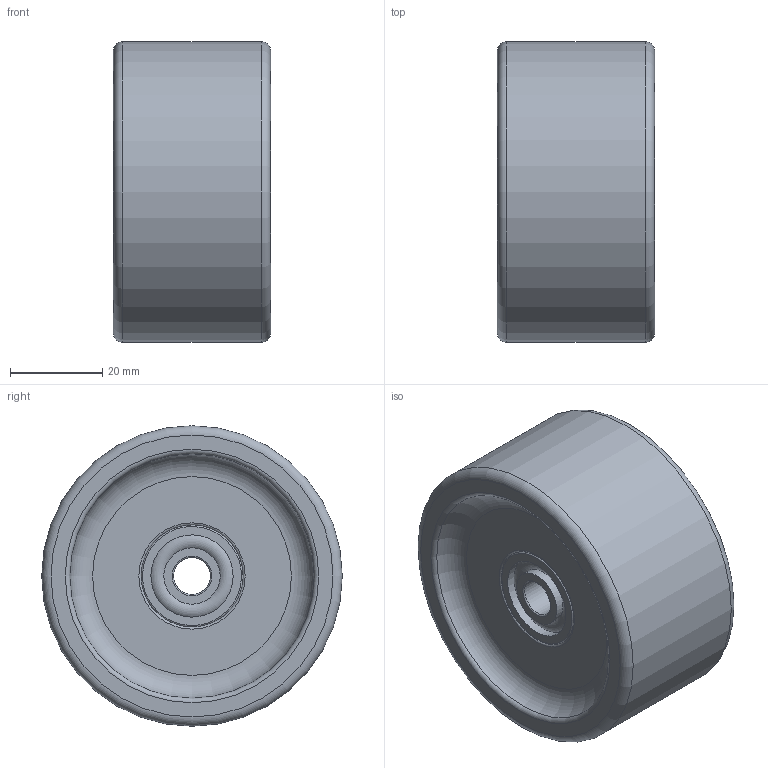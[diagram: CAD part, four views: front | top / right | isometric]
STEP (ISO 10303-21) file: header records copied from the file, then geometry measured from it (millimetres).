
FILE_DESCRIPTION(/* description */ (''),/* implementation_level */ '2;1');
FILE_NAME(/* name */ 'Traktor support_wheel.step',/* time_stamp */ '2023-01-15T23:12:15-03:00',/* author */ (''),/* organization */ (''),/* preprocessor_version */ 'ST-DEVELOPER v19.2',/* originating_system */ 'Autodesk Translation Framework v11.17.0.187',/* authorisation */ '');
FILE_SCHEMA (('AUTOMOTIVE_DESIGN { 1 0 10303 214 3 1 1 }'));
Length unit declared in the file: millimetre
Products named in the file (4): Traktor_Roda_de_Apoio_65x34mm-STEP; Rodizio-POM_Usinado_Predeterminada; Espacador-10mm_Predeterminada; radial ball bearing_68_din_DIN 625 - 608 - 8,SI,NC,8_68
Assembly tree (4 placements, depth 2):
  Traktor_Roda_de_Apoio_65x34mm-STEP
    Rodizio-POM_Usinado_Predeterminada
    Espacador-10mm_Predeterminada
    radial ball bearing_68_din_DIN 625 - 608 - 8,SI,NC,8_68  x2
Bounding box: 34 x 65 x 65 mm (x, y, z)
Volume: 88496.4 mm3; surface area: 19414.3 mm2
Topology: 4 solids, 4 shells, 698 faces, 1867 edges, 1240 vertices
Faces by surface type: plane 384, bspline 268, torus 24, cylinder 22
Full cylindrical faces by diameter (mm): 8 x3, 12 x1, 12.2 x4, 17.8 x4, 18 x1, 22 x4, 65 x1
Entity records: 31956 total; most frequent: CARTESIAN_POINT 16479, ORIENTED_EDGE 3670, DIRECTION 2223, EDGE_CURVE 1835, LINE 1223, VECTOR 1223, VERTEX_POINT 1220, EDGE_LOOP 749
